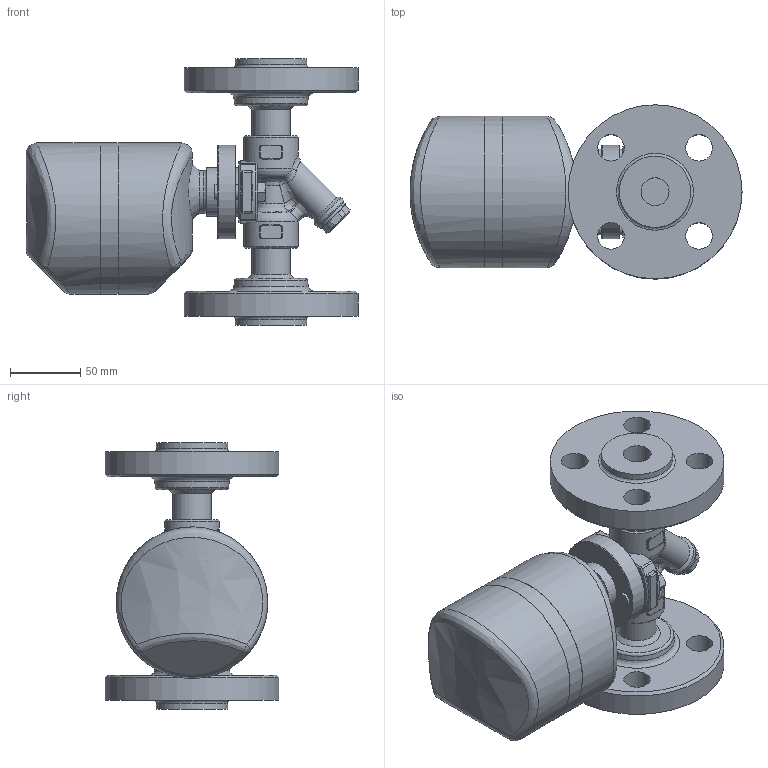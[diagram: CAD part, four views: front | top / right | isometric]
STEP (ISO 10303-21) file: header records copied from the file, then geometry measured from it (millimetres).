
FILE_DESCRIPTION((''),'2;1');
FILE_NAME('fs5h0-025-a0600-00.stp','2010-05-25T16:40:22',('nakaot'),(''),'Autodesk Inventor 2008','Autodesk Inventor 2008','');
FILE_SCHEMA(('AUTOMOTIVE_DESIGN { 1 0 10303 214 1 1 1 1 }'));
Length unit declared in the file: millimetre
Products named in the file (1): fs5h0-025-a0600-00
Bounding box: 236.69 x 124 x 190 mm (x, y, z)
Volume: 1635264 mm3; surface area: 181915.8 mm2
Topology: 1 solids, 4 shells, 374 faces, 873 edges, 519 vertices
Faces by surface type: bspline 109, cylinder 109, plane 93, cone 34, torus 21, sphere 8
Full cylindrical faces by diameter (mm): 10 x2, 10.5 x1, 17 x1, 19 x4, 20 x1, 23 x1, 25 x1, 27 x1, 27.2 x1, 30 x1, 33 x1, 35 x3, 39 x2, 50.8 x1, 60 x2, 67 x1, 108 x2, 124 x1
Entity records: 16735 total; most frequent: CARTESIAN_POINT 9090, ORIENTED_EDGE 1552, DIRECTION 1488, EDGE_CURVE 776, AXIS2_PLACEMENT_3D 624, VERTEX_POINT 503, EDGE_LOOP 489, FACE_OUTER_BOUND 374
